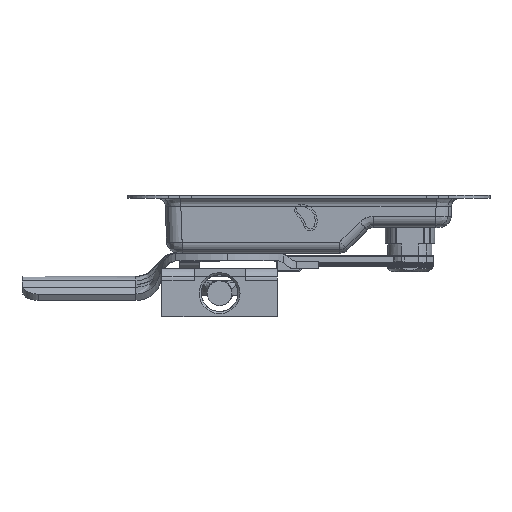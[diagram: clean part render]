
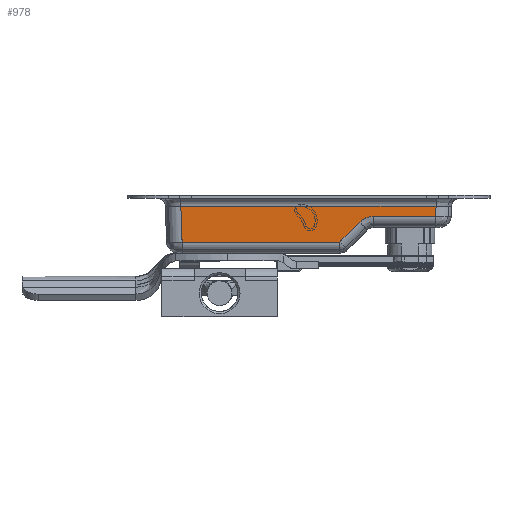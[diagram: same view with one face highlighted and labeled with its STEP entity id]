
A CAD part, left-side view. The second image highlights one B-rep face of the part: STEP entity #978.
In plain terms, the highlighted planar face has unit normal (-0.999, 0, -0.035).
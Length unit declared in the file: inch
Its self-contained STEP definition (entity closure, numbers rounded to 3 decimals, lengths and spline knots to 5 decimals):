
#597=CARTESIAN_POINT('',(-1.556,1.94434,-0.16844));
#598=VERTEX_POINT('',#597);
#836=CARTESIAN_POINT('',(-1.556,-1.9308,-0.16844));
#837=VERTEX_POINT('',#836);
#865=CARTESIAN_POINT('',(-1.556,1.94434,-0.16844));
#866=DIRECTION('',(0.0,-1.0,0.0));
#867=VECTOR('',#866,3.87514);
#868=LINE('',#865,#867);
#869=EDGE_CURVE('',#598,#837,#868,.T.);
#911=CARTESIAN_POINT('',(-1.55054,-1.92533,-0.32484));
#912=VERTEX_POINT('',#911);
#913=CARTESIAN_POINT('',(-1.556,-1.9308,-0.16844));
#914=DIRECTION('',(0.035,0.035,-0.999));
#915=VECTOR('',#914,0.15659);
#916=LINE('',#913,#915);
#917=EDGE_CURVE('',#837,#912,#916,.T.);
#930=CARTESIAN_POINT('',(-1.54938,0.07124,-0.35808));
#931=DIRECTION('',(0.999,0.,0.035));
#932=DIRECTION('',(0.035,0.,-0.999));
#933=AXIS2_PLACEMENT_3D('',#930,#931,#932);
#934=PLANE('',#933);
#935=ORIENTED_EDGE('',*,*,#869,.F.);
#936=CARTESIAN_POINT('',(-1.53699,1.92533,-0.71284));
#937=VERTEX_POINT('',#936);
#938=CARTESIAN_POINT('',(-1.53699,1.92533,-0.71284));
#939=DIRECTION('',(-0.035,0.035,0.999));
#940=VECTOR('',#939,0.54506);
#941=LINE('',#938,#940);
#942=EDGE_CURVE('',#937,#598,#941,.T.);
#943=ORIENTED_EDGE('',*,*,#942,.F.);
#944=CARTESIAN_POINT('',(-1.53699,-0.46948,-0.71284));
#945=VERTEX_POINT('',#944);
#946=CARTESIAN_POINT('',(-1.53699,-0.46948,-0.71284));
#947=DIRECTION('',(0.0,1.0,0.0));
#948=VECTOR('',#947,2.39482);
#949=LINE('',#946,#948);
#950=EDGE_CURVE('',#945,#937,#949,.T.);
#951=ORIENTED_EDGE('',*,*,#950,.F.);
#952=CARTESIAN_POINT('',(-1.54749,-0.7702,-0.41212));
#953=VERTEX_POINT('',#952);
#954=CARTESIAN_POINT('',(-1.54749,-0.7702,-0.41212));
#955=DIRECTION('',(0.025,0.707,-0.707));
#956=VECTOR('',#955,0.42541);
#957=LINE('',#954,#956);
#958=EDGE_CURVE('',#953,#945,#957,.T.);
#959=ORIENTED_EDGE('',*,*,#958,.F.);
#960=CARTESIAN_POINT('',(-1.55054,-0.98092,-0.32484));
#961=VERTEX_POINT('',#960);
#962=CARTESIAN_POINT('',(-1.54013,-0.98092,-0.62284));
#963=DIRECTION('',(-0.999,0.,-0.035));
#964=DIRECTION('',(-0.035,0.,0.999));
#965=AXIS2_PLACEMENT_3D('',#962,#963,#964);
#966=ELLIPSE('',#965,0.29818,0.298);
#967=EDGE_CURVE('',#961,#953,#966,.T.);
#968=ORIENTED_EDGE('',*,*,#967,.F.);
#969=CARTESIAN_POINT('',(-1.55054,-1.92533,-0.32484));
#970=DIRECTION('',(0.0,1.0,0.0));
#971=VECTOR('',#970,0.94442);
#972=LINE('',#969,#971);
#973=EDGE_CURVE('',#912,#961,#972,.T.);
#974=ORIENTED_EDGE('',*,*,#973,.F.);
#975=ORIENTED_EDGE('',*,*,#917,.F.);
#976=EDGE_LOOP('',(#935,#943,#951,#959,#968,#974,#975));
#977=FACE_OUTER_BOUND('',#976,.T.);
#978=ADVANCED_FACE('',(#977),#934,.F.);
